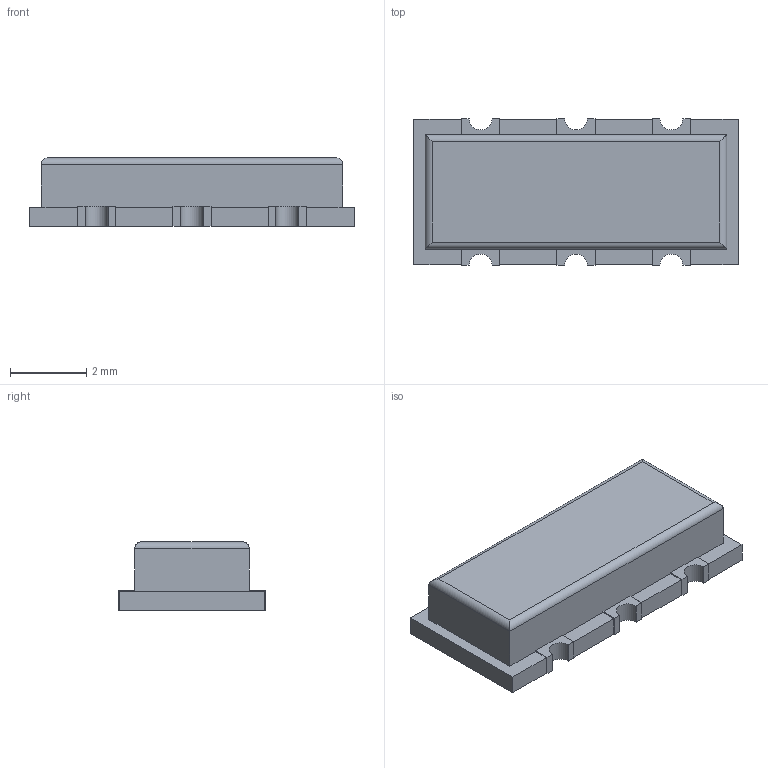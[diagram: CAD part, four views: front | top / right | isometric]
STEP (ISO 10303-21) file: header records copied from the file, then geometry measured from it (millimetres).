
FILE_DESCRIPTION(/* description */ ('model of Resonator_SMD_muRata_SFSKA-3Pin_7.9x3.8mm'),/* implementation_level */ '2;1');
FILE_NAME(/* name */ 'Resonator_SMD_muRata_SFSKA-3Pin_7.9x3.8mm.step',/* time_stamp */ '2019-07-06T12:00:49',/* author */ ('kicad StepUp','ksu'),/* organization */ ('FreeCAD'),/* preprocessor_version */ 'OCC',/* originating_system */ 'kicad StepUp',/* authorisation */ '');
FILE_SCHEMA(('AUTOMOTIVE_DESIGN { 1 0 10303 214 1 1 1 1 }'));
Length unit declared in the file: millimetre
Products named in the file (1): muRata_SFSKA
Bounding box: 8.5 x 3.85 x 1.8 mm (x, y, z)
Volume: 46.5 mm3; surface area: 103.4 mm2
Topology: 1 solids, 1 shells, 98 faces, 252 edges, 156 vertices
Faces by surface type: plane 88, cylinder 10
Entity records: 3584 total; most frequent: CARTESIAN_POINT 507, ORIENTED_EDGE 504, DIRECTION 466, EDGE_CURVE 252, LINE 236, VECTOR 236, VERTEX_POINT 156, AXIS2_PLACEMENT_3D 115
